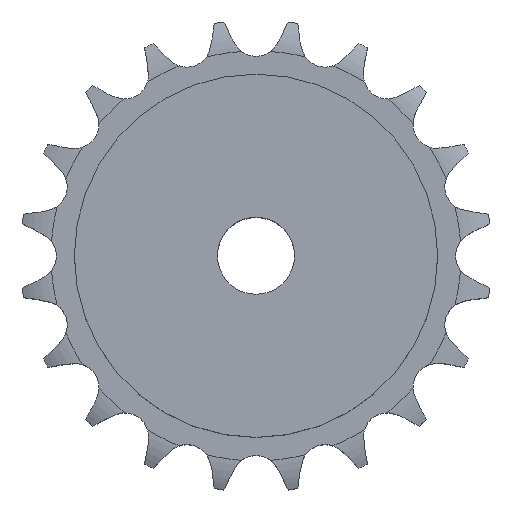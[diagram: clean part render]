
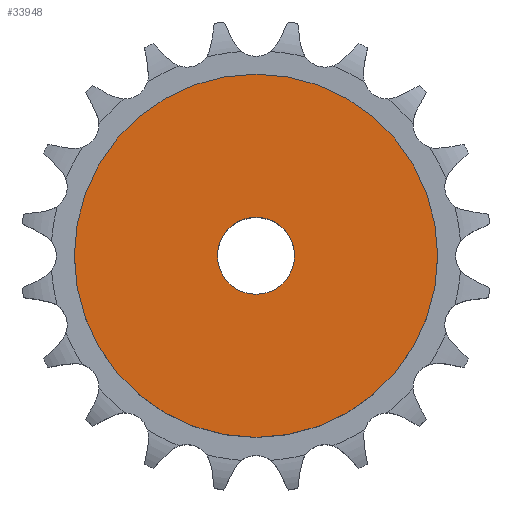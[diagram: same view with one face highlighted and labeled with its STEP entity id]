
A CAD part, top view. The second image highlights one B-rep face of the part: STEP entity #33948.
In plain terms, the highlighted planar face has unit normal (0, 0, 1).
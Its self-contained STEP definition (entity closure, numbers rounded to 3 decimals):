
#18097 = CYLINDRICAL_SURFACE('',#18098,7.);
#18098 = AXIS2_PLACEMENT_3D('',#18099,#18100,#18101);
#18099 = CARTESIAN_POINT('',(0.,0.,137.538));
#18100 = DIRECTION('',(0.,0.,1.));
#18101 = DIRECTION('',(1.,0.,0.));
#23229 = EDGE_CURVE('',#23230,#23230,#23232,.T.);
#23230 = VERTEX_POINT('',#23231);
#23231 = CARTESIAN_POINT('',(7.,0.,35.));
#23232 = SURFACE_CURVE('',#23233,(#23238,#23245),.PCURVE_S1.);
#23233 = CIRCLE('',#23234,7.);
#23234 = AXIS2_PLACEMENT_3D('',#23235,#23236,#23237);
#23235 = CARTESIAN_POINT('',(0.,0.,35.));
#23236 = DIRECTION('',(0.,0.,1.));
#23237 = DIRECTION('',(1.,0.,0.));
#23238 = PCURVE('',#18097,#23239);
#23239 = DEFINITIONAL_REPRESENTATION('',(#23240),#23244);
#23240 = LINE('',#23241,#23242);
#23241 = CARTESIAN_POINT('',(0.,-102.538));
#23242 = VECTOR('',#23243,1.);
#23243 = DIRECTION('',(1.,0.));
#23244 = ( GEOMETRIC_REPRESENTATION_CONTEXT(2) 
PARAMETRIC_REPRESENTATION_CONTEXT() REPRESENTATION_CONTEXT('2D SPACE',''
  ) );
#23245 = PCURVE('',#23246,#23251);
#23246 = PLANE('',#23247);
#23247 = AXIS2_PLACEMENT_3D('',#23248,#23249,#23250);
#23248 = CARTESIAN_POINT('',(0.,0.,35.)
  );
#23249 = DIRECTION('',(0.,0.,1.));
#23250 = DIRECTION('',(1.,0.,0.));
#23251 = DEFINITIONAL_REPRESENTATION('',(#23252),#23256);
#23252 = CIRCLE('',#23253,7.);
#23253 = AXIS2_PLACEMENT_2D('',#23254,#23255);
#23254 = CARTESIAN_POINT('',(0.,0.));
#23255 = DIRECTION('',(1.,0.));
#23256 = ( GEOMETRIC_REPRESENTATION_CONTEXT(2) 
PARAMETRIC_REPRESENTATION_CONTEXT() REPRESENTATION_CONTEXT('2D SPACE',''
  ) );
#33948 = ADVANCED_FACE('',(#33949,#33980),#23246,.T.);
#33949 = FACE_BOUND('',#33950,.T.);
#33950 = EDGE_LOOP('',(#33951));
#33951 = ORIENTED_EDGE('',*,*,#33952,.T.);
#33952 = EDGE_CURVE('',#33953,#33953,#33955,.T.);
#33953 = VERTEX_POINT('',#33954);
#33954 = CARTESIAN_POINT('',(33.,0.,35.));
#33955 = SURFACE_CURVE('',#33956,(#33961,#33968),.PCURVE_S1.);
#33956 = CIRCLE('',#33957,33.);
#33957 = AXIS2_PLACEMENT_3D('',#33958,#33959,#33960);
#33958 = CARTESIAN_POINT('',(0.,0.,35.));
#33959 = DIRECTION('',(0.,0.,1.));
#33960 = DIRECTION('',(1.,0.,0.));
#33961 = PCURVE('',#23246,#33962);
#33962 = DEFINITIONAL_REPRESENTATION('',(#33963),#33967);
#33963 = CIRCLE('',#33964,33.);
#33964 = AXIS2_PLACEMENT_2D('',#33965,#33966);
#33965 = CARTESIAN_POINT('',(0.,0.));
#33966 = DIRECTION('',(1.,0.));
#33967 = ( GEOMETRIC_REPRESENTATION_CONTEXT(2) 
PARAMETRIC_REPRESENTATION_CONTEXT() REPRESENTATION_CONTEXT('2D SPACE',''
  ) );
#33968 = PCURVE('',#33969,#33974);
#33969 = CYLINDRICAL_SURFACE('',#33970,33.);
#33970 = AXIS2_PLACEMENT_3D('',#33971,#33972,#33973);
#33971 = CARTESIAN_POINT('',(0.,0.,0.));
#33972 = DIRECTION('',(-0.,-0.,-1.));
#33973 = DIRECTION('',(1.,0.,0.));
#33974 = DEFINITIONAL_REPRESENTATION('',(#33975),#33979);
#33975 = LINE('',#33976,#33977);
#33976 = CARTESIAN_POINT('',(-0.,-35.));
#33977 = VECTOR('',#33978,1.);
#33978 = DIRECTION('',(-1.,0.));
#33979 = ( GEOMETRIC_REPRESENTATION_CONTEXT(2) 
PARAMETRIC_REPRESENTATION_CONTEXT() REPRESENTATION_CONTEXT('2D SPACE',''
  ) );
#33980 = FACE_BOUND('',#33981,.T.);
#33981 = EDGE_LOOP('',(#33982));
#33982 = ORIENTED_EDGE('',*,*,#23229,.F.);
